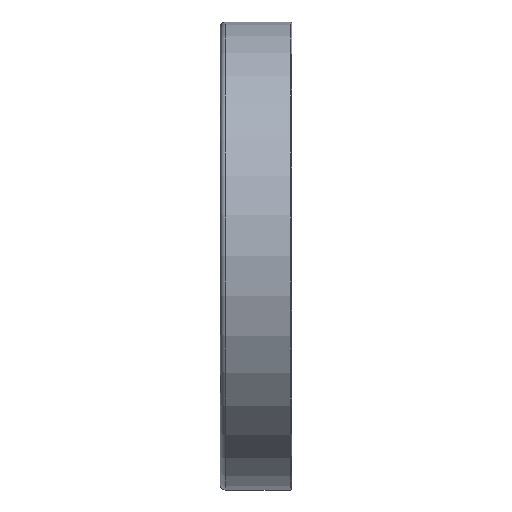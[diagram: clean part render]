
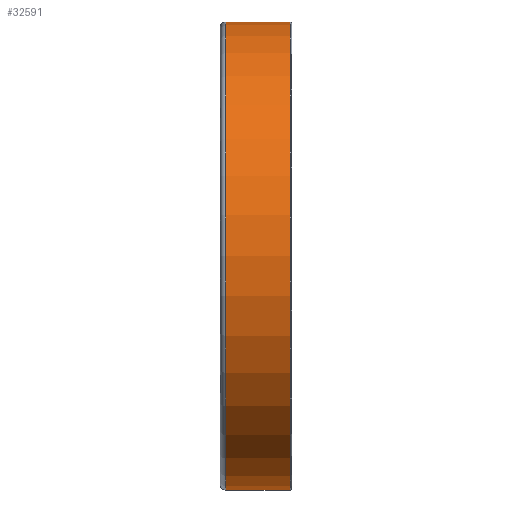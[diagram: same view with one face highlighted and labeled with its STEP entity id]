
A CAD part, top view. The second image highlights one B-rep face of the part: STEP entity #32591.
In plain terms, the highlighted cylindrical face has radius 42.5 mm (diameter 85 mm), a partial arc.
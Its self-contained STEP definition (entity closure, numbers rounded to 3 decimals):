
#22694=DIRECTION('',(-1.,0.,0.));
#22695=VECTOR('',#22694,11.7);
#22696=CARTESIAN_POINT('',(6.2,42.5,0.));
#22697=LINE('',#22696,#22695);
#22701=DIRECTION('',(-1.,0.,0.));
#22702=VECTOR('',#22701,11.7);
#22703=CARTESIAN_POINT('',(6.2,-42.5,0.));
#22704=LINE('',#22703,#22702);
#22716=CARTESIAN_POINT('',(6.2,0.,0.));
#22717=DIRECTION('',(1.,0.,0.));
#22718=DIRECTION('',(0.,1.,0.));
#22719=AXIS2_PLACEMENT_3D('',#22716,#22717,#22718);
#22724=CARTESIAN_POINT('',(-5.5,0.,0.));
#22725=DIRECTION('',(1.,0.,0.));
#22726=DIRECTION('',(0.,1.,0.));
#22727=AXIS2_PLACEMENT_3D('',#22724,#22725,#22726);
#29581=CARTESIAN_POINT('',(6.2,42.5,0.));
#29582=CARTESIAN_POINT('',(-5.5,42.5,0.));
#29583=VERTEX_POINT('',#29581);
#29584=VERTEX_POINT('',#29582);
#29593=CARTESIAN_POINT('',(6.2,-42.5,0.));
#29594=CARTESIAN_POINT('',(-5.5,-42.5,0.));
#29595=VERTEX_POINT('',#29593);
#29596=VERTEX_POINT('',#29594);
#32579=CARTESIAN_POINT('',(-7.15,0.,0.));
#32580=DIRECTION('',(1.,0.,0.));
#32581=DIRECTION('',(0.,-1.,0.));
#32582=AXIS2_PLACEMENT_3D('',#32579,#32580,#32581);
#32583=CYLINDRICAL_SURFACE('',#32582,42.5);
#32584=ORIENTED_EDGE('',*,*,#32569,.F.);
#32585=ORIENTED_EDGE('',*,*,#32546,.T.);
#32586=ORIENTED_EDGE('',*,*,#32573,.T.);
#32588=ORIENTED_EDGE('',*,*,#32587,.F.);
#32589=EDGE_LOOP('',(#32584,#32585,#32586,#32588));
#32590=FACE_OUTER_BOUND('',#32589,.F.);
#22720=CIRCLE('',#22719,42.5);
#22728=CIRCLE('',#22727,42.5);
#32546=EDGE_CURVE('',#29583,#29595,#22720,.T.);
#32569=EDGE_CURVE('',#29583,#29584,#22697,.T.);
#32573=EDGE_CURVE('',#29595,#29596,#22704,.T.);
#32587=EDGE_CURVE('',#29584,#29596,#22728,.T.);
#32591=ADVANCED_FACE('',(#32590),#32583,.T.);
